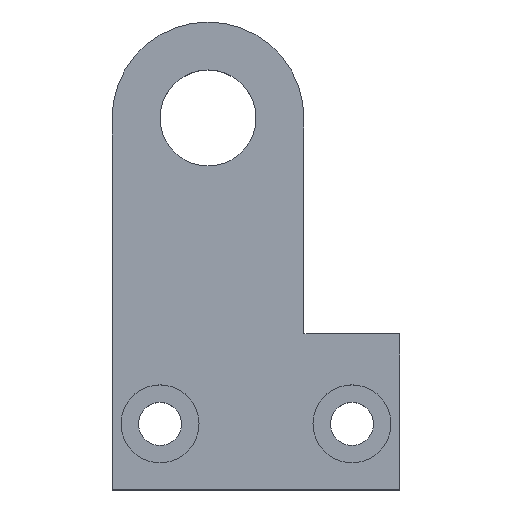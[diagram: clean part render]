
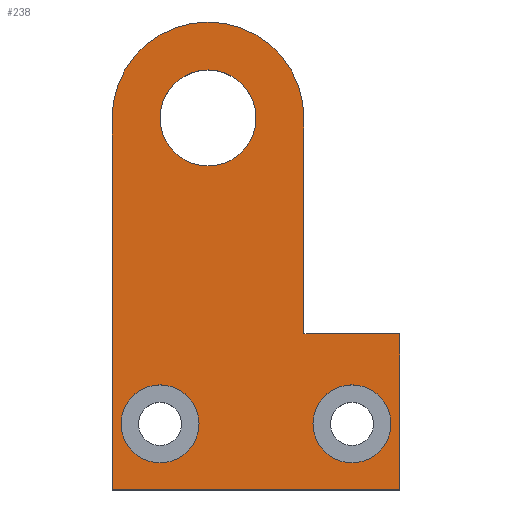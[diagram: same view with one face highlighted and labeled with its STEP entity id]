
A CAD part, top view. The second image highlights one B-rep face of the part: STEP entity #238.
In plain terms, the highlighted face is planar.
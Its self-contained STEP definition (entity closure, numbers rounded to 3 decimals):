
#3 = ORIENTED_EDGE ( 'NONE', *, *, #498, .F. ) ;
#26 = EDGE_LOOP ( 'NONE', ( #649, #266 ) ) ;
#38 = EDGE_CURVE ( 'NONE', #634, #121, #483, .T. ) ;
#42 = VERTEX_POINT ( 'NONE', #571 ) ;
#49 = DIRECTION ( 'NONE',  ( 1., 0., 0. ) ) ;
#55 = CARTESIAN_POINT ( 'NONE',  ( 4., -5.5, 0. ) ) ;
#73 = EDGE_CURVE ( 'NONE', #530, #588, #412, .T. ) ;
#83 = VERTEX_POINT ( 'NONE', #190 ) ;
#84 = CARTESIAN_POINT ( 'NONE',  ( 8., -31., 0. ) ) ;
#96 = FACE_OUTER_BOUND ( 'NONE', #431, .T. ) ;
#104 = ORIENTED_EDGE ( 'NONE', *, *, #369, .F. ) ;
#107 = DIRECTION ( 'NONE',  ( 0., 0., -1. ) ) ;
#110 = LINE ( 'NONE', #520, #370 ) ;
#118 = ORIENTED_EDGE ( 'NONE', *, *, #527, .F. ) ;
#121 = VERTEX_POINT ( 'NONE', #249 ) ;
#125 = LINE ( 'NONE', #433, #288 ) ;
#144 = CARTESIAN_POINT ( 'NONE',  ( 8., -31., 0. ) ) ;
#170 = EDGE_CURVE ( 'NONE', #656, #389, #110, .T. ) ;
#177 = CARTESIAN_POINT ( 'NONE',  ( 0., 0., 0. ) ) ;
#187 = EDGE_CURVE ( 'NONE', #211, #593, #609, .T. ) ;
#190 = CARTESIAN_POINT ( 'NONE',  ( 23.25, -5.5, 0. ) ) ;
#192 = LINE ( 'NONE', #501, #411 ) ;
#199 = EDGE_CURVE ( 'NONE', #478, #42, #202, .T. ) ;
#202 = CIRCLE ( 'NONE', #438, 3.25 ) ;
#211 = VERTEX_POINT ( 'NONE', #681 ) ;
#215 = CARTESIAN_POINT ( 'NONE',  ( 8., -31., 0. ) ) ;
#221 = CARTESIAN_POINT ( 'NONE',  ( 7.25, -5.5, 0. ) ) ;
#224 = DIRECTION ( 'NONE',  ( 1., 0., 0. ) ) ;
#231 = AXIS2_PLACEMENT_3D ( 'NONE', #418, #584, #366 ) ;
#233 = VECTOR ( 'NONE', #314, 1000. ) ;
#234 = CARTESIAN_POINT ( 'NONE',  ( 0., -31., 0. ) ) ;
#235 = ORIENTED_EDGE ( 'NONE', *, *, #38, .T. ) ;
#238 = ADVANCED_FACE ( 'NONE', ( #495, #471, #561, #96 ), #257, .T. ) ;
#243 = CIRCLE ( 'NONE', #450, 3.25 ) ;
#244 = DIRECTION ( 'NONE',  ( -1., 0., 0. ) ) ;
#245 = AXIS2_PLACEMENT_3D ( 'NONE', #215, #323, #590 ) ;
#246 = VECTOR ( 'NONE', #244, 1000. ) ;
#249 = CARTESIAN_POINT ( 'NONE',  ( 16., -13., 0. ) ) ;
#257 = PLANE ( 'NONE',  #231 ) ;
#266 = ORIENTED_EDGE ( 'NONE', *, *, #378, .F. ) ;
#269 = DIRECTION ( 'NONE',  ( 1., 0., 0. ) ) ;
#270 = AXIS2_PLACEMENT_3D ( 'NONE', #144, #312, #585 ) ;
#271 = DIRECTION ( 'NONE',  ( 1., 0., 0. ) ) ;
#272 = CIRCLE ( 'NONE', #633, 3.25 ) ;
#276 = EDGE_CURVE ( 'NONE', #588, #656, #682, .T. ) ;
#277 = DIRECTION ( 'NONE',  ( 0., 0., -1. ) ) ;
#281 = ORIENTED_EDGE ( 'NONE', *, *, #276, .T. ) ;
#283 = ORIENTED_EDGE ( 'NONE', *, *, #187, .F. ) ;
#288 = VECTOR ( 'NONE', #545, 1000. ) ;
#303 = EDGE_CURVE ( 'NONE', #83, #642, #614, .T. ) ;
#311 = ORIENTED_EDGE ( 'NONE', *, *, #303, .F. ) ;
#312 = DIRECTION ( 'NONE',  ( 0., 0., -1. ) ) ;
#314 = DIRECTION ( 'NONE',  ( 0., 1., 0. ) ) ;
#323 = DIRECTION ( 'NONE',  ( 0., 0., -1. ) ) ;
#328 = CARTESIAN_POINT ( 'NONE',  ( 20., -5.5, 0. ) ) ;
#335 = AXIS2_PLACEMENT_3D ( 'NONE', #328, #107, #269 ) ;
#336 = CARTESIAN_POINT ( 'NONE',  ( 16., -31., 0. ) ) ;
#361 = EDGE_LOOP ( 'NONE', ( #311, #3 ) ) ;
#362 = DIRECTION ( 'NONE',  ( 0., 0., -1. ) ) ;
#366 = DIRECTION ( 'NONE',  ( 1., 0., 0. ) ) ;
#369 = EDGE_CURVE ( 'NONE', #593, #211, #653, .T. ) ;
#370 = VECTOR ( 'NONE', #470, 1000. ) ;
#378 = EDGE_CURVE ( 'NONE', #42, #478, #272, .T. ) ;
#389 = VERTEX_POINT ( 'NONE', #687 ) ;
#390 = DIRECTION ( 'NONE',  ( 0., -1., 0. ) ) ;
#392 = CARTESIAN_POINT ( 'NONE',  ( 4., -31., 0. ) ) ;
#399 = CARTESIAN_POINT ( 'NONE',  ( 24., -13., 0. ) ) ;
#411 = VECTOR ( 'NONE', #390, 1000. ) ;
#412 = CIRCLE ( 'NONE', #460, 8. ) ;
#413 = EDGE_LOOP ( 'NONE', ( #104, #283 ) ) ;
#418 = CARTESIAN_POINT ( 'NONE',  ( 8., -31., 0. ) ) ;
#431 = EDGE_LOOP ( 'NONE', ( #118, #235, #477, #552, #281, #684 ) ) ;
#433 = CARTESIAN_POINT ( 'NONE',  ( 24., -31., 0. ) ) ;
#438 = AXIS2_PLACEMENT_3D ( 'NONE', #685, #362, #49 ) ;
#442 = CARTESIAN_POINT ( 'NONE',  ( 20., -5.5, 0. ) ) ;
#450 = AXIS2_PLACEMENT_3D ( 'NONE', #442, #277, #224 ) ;
#460 = AXIS2_PLACEMENT_3D ( 'NONE', #84, #506, #565 ) ;
#470 = DIRECTION ( 'NONE',  ( 1., 0., 0. ) ) ;
#471 = FACE_BOUND ( 'NONE', #26, .T. ) ;
#477 = ORIENTED_EDGE ( 'NONE', *, *, #582, .T. ) ;
#478 = VERTEX_POINT ( 'NONE', #221 ) ;
#483 = LINE ( 'NONE', #503, #246 ) ;
#495 = FACE_BOUND ( 'NONE', #413, .T. ) ;
#498 = EDGE_CURVE ( 'NONE', #642, #83, #243, .T. ) ;
#501 = CARTESIAN_POINT ( 'NONE',  ( 16., -13., 0. ) ) ;
#503 = CARTESIAN_POINT ( 'NONE',  ( 36.827, -13., 0. ) ) ;
#506 = DIRECTION ( 'NONE',  ( 0., 0., -1. ) ) ;
#517 = CARTESIAN_POINT ( 'NONE',  ( 0., -31., 0. ) ) ;
#520 = CARTESIAN_POINT ( 'NONE',  ( 0., 0., 0. ) ) ;
#527 = EDGE_CURVE ( 'NONE', #634, #389, #125, .T. ) ;
#530 = VERTEX_POINT ( 'NONE', #336 ) ;
#535 = DIRECTION ( 'NONE',  ( 0., 0., -1. ) ) ;
#545 = DIRECTION ( 'NONE',  ( 0., 1., 0. ) ) ;
#552 = ORIENTED_EDGE ( 'NONE', *, *, #73, .T. ) ;
#557 = CARTESIAN_POINT ( 'NONE',  ( 16.75, -5.5, 0. ) ) ;
#561 = FACE_BOUND ( 'NONE', #361, .T. ) ;
#565 = DIRECTION ( 'NONE',  ( 1., 0., 0. ) ) ;
#571 = CARTESIAN_POINT ( 'NONE',  ( 0.75, -5.5, 0. ) ) ;
#582 = EDGE_CURVE ( 'NONE', #121, #530, #192, .T. ) ;
#584 = DIRECTION ( 'NONE',  ( 0., 0., -1. ) ) ;
#585 = DIRECTION ( 'NONE',  ( 1., 0., 0. ) ) ;
#588 = VERTEX_POINT ( 'NONE', #234 ) ;
#590 = DIRECTION ( 'NONE',  ( 1., 0., 0. ) ) ;
#593 = VERTEX_POINT ( 'NONE', #392 ) ;
#609 = CIRCLE ( 'NONE', #270, 4. ) ;
#614 = CIRCLE ( 'NONE', #335, 3.25 ) ;
#633 = AXIS2_PLACEMENT_3D ( 'NONE', #55, #535, #271 ) ;
#634 = VERTEX_POINT ( 'NONE', #399 ) ;
#642 = VERTEX_POINT ( 'NONE', #557 ) ;
#649 = ORIENTED_EDGE ( 'NONE', *, *, #199, .F. ) ;
#653 = CIRCLE ( 'NONE', #245, 4. ) ;
#656 = VERTEX_POINT ( 'NONE', #177 ) ;
#681 = CARTESIAN_POINT ( 'NONE',  ( 12., -31., 0. ) ) ;
#682 = LINE ( 'NONE', #517, #233 ) ;
#684 = ORIENTED_EDGE ( 'NONE', *, *, #170, .T. ) ;
#685 = CARTESIAN_POINT ( 'NONE',  ( 4., -5.5, 0. ) ) ;
#687 = CARTESIAN_POINT ( 'NONE',  ( 24., 0., 0. ) ) ;
